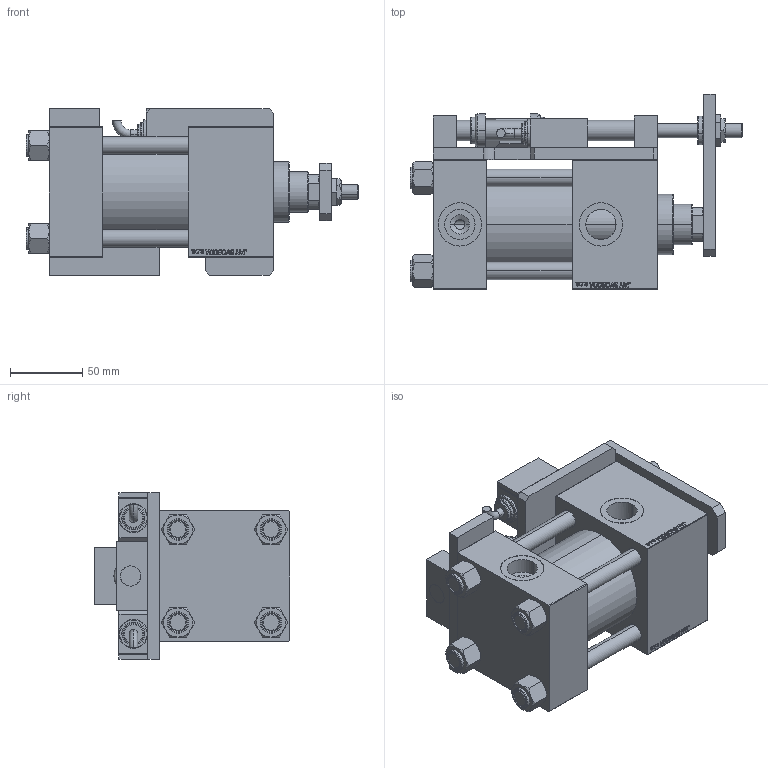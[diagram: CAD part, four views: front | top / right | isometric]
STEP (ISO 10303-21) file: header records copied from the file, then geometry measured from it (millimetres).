
FILE_DESCRIPTION (( 'STEP AP203' ), '1' );
FILE_NAME ('fd83.STEP', '2024-02-14T09:05:45', ( '' ), ( '' ), 'SwSTEP 2.0', 'SolidWorks 2019', '' );
FILE_SCHEMA (( 'CONFIG_CONTROL_DESIGN' ));
Length unit declared in the file: millimetre
Products named in the file (16): V215CD_VC_C f23d26baadb76ace636920ba38955e04; V215CD_SWITCH_Q_PODLOZKA_BACK f23d26baadb76ace636920ba38955e04; V215CD_SWITCH_Q_DIMA f23d26baadb76ace636920ba38955e04; V215CD_SWITCH_Q_MAGNET f23d26baadb76ace636920ba38955e04; fd83; V215CD_SWITCH_Q_PODLOZKA_FRONT f23d26baadb76ace636920ba38955e04; V215CD_Body_C f23d26baadb76ace636920ba38955e04; V215CD_SWITCH_Q_TYC f23d26baadb76ace636920ba38955e04; V215CD_SWITCH_Q_NUT10 f23d26baadb76ace636920ba38955e04; V215CD_SWITCH_Q_SWITCH f23d26baadb76ace636920ba38955e04; V215CD_SWITCH_Q_BLOK f23d26baadb76ace636920ba38955e04; V215CD_SWITCH_Q_NUT f23d26baadb76ace636920ba38955e04; V215CD_C_TYCINKA f23d26baadb76ace636920ba38955e04; NUT_M5_V215CD_C f23d26baadb76ace636920ba38955e04; V215CD_SWITCH_Q_ZARAZKA f23d26baadb76ace636920ba38955e04; V215CD_VCP_C f23d26baadb76ace636920ba38955e04
Assembly tree (24 placements, depth 2):
  fd83
    V215CD_Body_C f23d26baadb76ace636920ba38955e04
    V215CD_VC_C f23d26baadb76ace636920ba38955e04
    V215CD_VCP_C f23d26baadb76ace636920ba38955e04
    V215CD_C_TYCINKA f23d26baadb76ace636920ba38955e04  x4
    NUT_M5_V215CD_C f23d26baadb76ace636920ba38955e04  x4
    V215CD_SWITCH_Q_PODLOZKA_BACK f23d26baadb76ace636920ba38955e04
    V215CD_SWITCH_Q_PODLOZKA_FRONT f23d26baadb76ace636920ba38955e04
    V215CD_SWITCH_Q_DIMA f23d26baadb76ace636920ba38955e04
    V215CD_SWITCH_Q_BLOK f23d26baadb76ace636920ba38955e04  x2
    V215CD_SWITCH_Q_TYC f23d26baadb76ace636920ba38955e04
    V215CD_SWITCH_Q_NUT f23d26baadb76ace636920ba38955e04
    V215CD_SWITCH_Q_NUT10 f23d26baadb76ace636920ba38955e04
    V215CD_SWITCH_Q_ZARAZKA f23d26baadb76ace636920ba38955e04
    V215CD_SWITCH_Q_SWITCH f23d26baadb76ace636920ba38955e04  x2
    V215CD_SWITCH_Q_MAGNET f23d26baadb76ace636920ba38955e04  x2
Bounding box: 229.5 x 135 x 115 mm (x, y, z)
Volume: 1212222.3 mm3; surface area: 264369 mm2
Topology: 24 solids, 24 shells, 1376 faces, 3393 edges, 2198 vertices
Faces by surface type: plane 647, bspline 392, cylinder 154, cone 147, torus 36
Entity records: 55906 total; most frequent: CARTESIAN_POINT 27973, ORIENTED_EDGE 5954, DIRECTION 4116, EDGE_CURVE 2977, VERTEX_POINT 1950, VECTOR 1798, LINE 1798, EDGE_LOOP 1339
